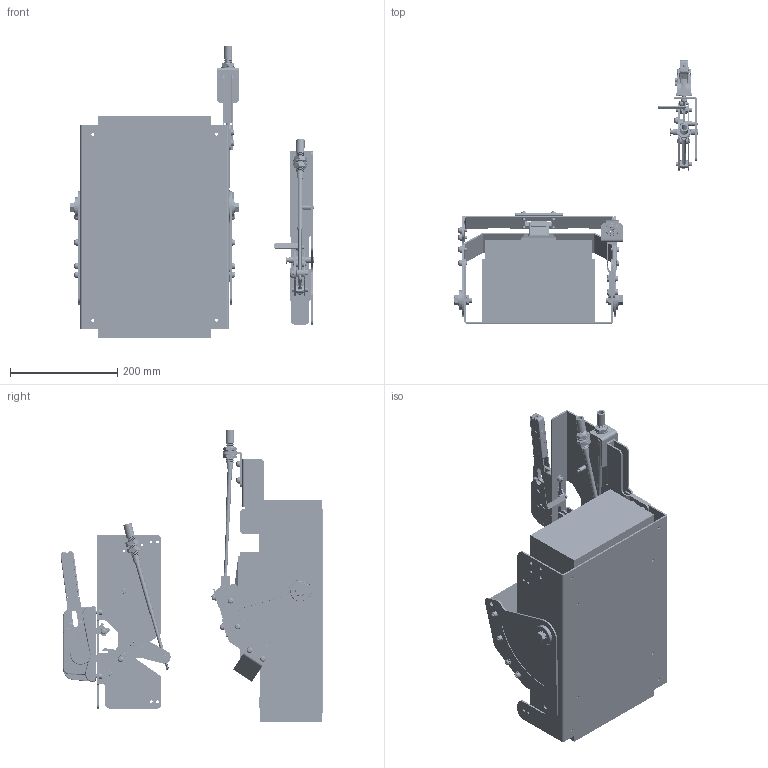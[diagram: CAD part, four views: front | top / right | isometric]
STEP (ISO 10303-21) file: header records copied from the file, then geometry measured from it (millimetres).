
FILE_DESCRIPTION (( 'STEP AP203' ), '1' );
FILE_NAME ('GCBX5-FHC-N3R4-M.STEP', '2022-07-27T18:12:53', ( '' ), ( '' ), 'SwSTEP 2.0', 'SolidWorks 2021', '' );
FILE_SCHEMA (( 'CONFIG_CONTROL_DESIGN' ));
Length unit declared in the file: inch
Products named in the file (4): GCBX5-FHC-N3R4-M_2; GCBX5-FHC-N3R4-M; GCBX5-FHC-N3R4-M_1; GCBX5-FHC-N3R4-M_MCCB
Assembly tree (3 placements, depth 2):
  GCBX5-FHC-N3R4-M
    GCBX5-FHC-N3R4-M_1
    GCBX5-FHC-N3R4-M_2
    GCBX5-FHC-N3R4-M_MCCB
Bounding box: 454.32 x 489.53 x 544.5 mm (x, y, z)
Volume: 13131178 mm3; surface area: 1306953.1 mm2
Topology: 98 solids, 98 shells, 4613 faces, 12235 edges, 7878 vertices
Faces by surface type: cylinder 2103, plane 1724, bspline 451, cone 273, torus 62
Entity records: 196239 total; most frequent: CARTESIAN_POINT 87006, ORIENTED_EDGE 24388, DIRECTION 20268, EDGE_CURVE 12194, VERTEX_POINT 7878, AXIS2_PLACEMENT_3D 7394, LINE 5480, VECTOR 5480
